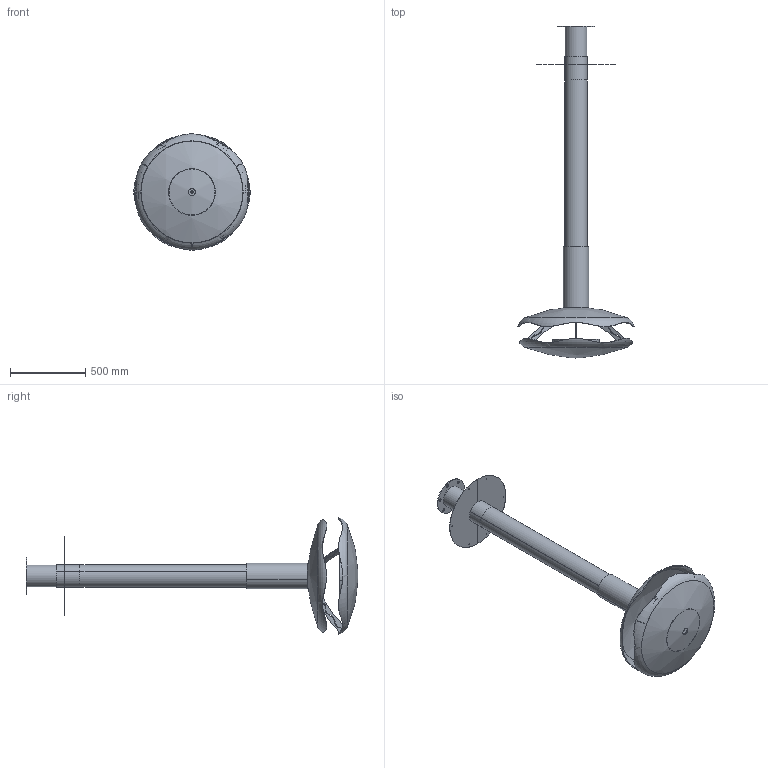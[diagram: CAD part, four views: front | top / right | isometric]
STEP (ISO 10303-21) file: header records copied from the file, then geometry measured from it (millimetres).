
FILE_DESCRIPTION (( 'STEP AP203' ), '1' );
FILE_NAME ('PJ00150-E-01_PEROLA.STEP', '2019-06-11T10:19:19', ( '' ), ( '' ), 'SwSTEP 2.0', 'SolidWorks 2019', '' );
FILE_SCHEMA (( 'CONFIG_CONTROL_DESIGN' ));
Length unit declared in the file: millimetre
Products named in the file (27): PT06379-A-AC; AS02821-C-01; PT06392-A-AC_PT06392-A-AC; AS02835-A-01; PT01458-A-A2_PT01458-A-A2; PT06435-A-AC; PJ00150-E-01_PEROLA; AS02819-D-01; PT00687-A-AC; AS02816-B-01; PT06433-C-AC; PT09686-A-AC_PT09687-A-AC; AS02817-C-01; PT06385-C-AC; AS02834-C-01; PT06393-B-AC; AS02815-B-01; PT06642-C-AC; AS02820-C-01; PT06381-B-AC; PT06395-B-AC; PT06378-B-AC; PT00652-A-A2; PT06872-A-A2; PT06382-A-AC
Assembly tree (54 placements, depth 5):
  PJ00150-E-01_PEROLA
    AS02834-C-01
      AS02817-C-01
        AS02816-B-01
          PT06381-B-AC  x3
          PT06382-A-AC
        AS02815-B-01
          PT06378-B-AC
          PT06379-A-AC
          PT06392-A-AC_PT06392-A-AC
        AS02835-A-01
          PT06435-A-AC
          PT00687-A-AC  x2
        AS02835-A-01
          PT06435-A-AC
          PT00687-A-AC  x2
        AS02835-A-01
          PT06435-A-AC
          PT00687-A-AC  x2
      PT00652-A-A2  x16
      PT01458-A-A2_PT01458-A-A2
      AS02819-D-01
        PT06385-C-AC
        PT06392-A-AC_PT06392-A-AC
      AS02820-C-01
        PT09686-A-AC_PT09687-A-AC
      PT06872-A-A2
      PT06433-C-AC  x3
    PT06642-C-AC  x2
    AS02821-C-01
      PT06393-B-AC
      PT06395-B-AC
Bounding box: 771.93 x 2204.32 x 771.93 mm (x, y, z)
Volume: 12156044.3 mm3; surface area: 5699500.9 mm2
Topology: 44 solids, 44 shells, 621 faces, 1559 edges, 1033 vertices
Faces by surface type: plane 342, cylinder 119, bspline 84, cone 68, sphere 4, torus 4
Full cylindrical faces by diameter (mm): 4 x22, 4.3 x6, 6 x6, 6.4 x6, 8 x16, 8.7 x6, 10 x1, 10.5 x1, 46 x2, 250 x1, 260 x1, 310 x1
Entity records: 12506 total; most frequent: CARTESIAN_POINT 3059, ORIENTED_EDGE 1232, DIRECTION 1063, EDGE_CURVE 616, VERTEX_POINT 431, AXIS2_PLACEMENT_3D 423, EDGE_LOOP 339, FACE_OUTER_BOUND 282
